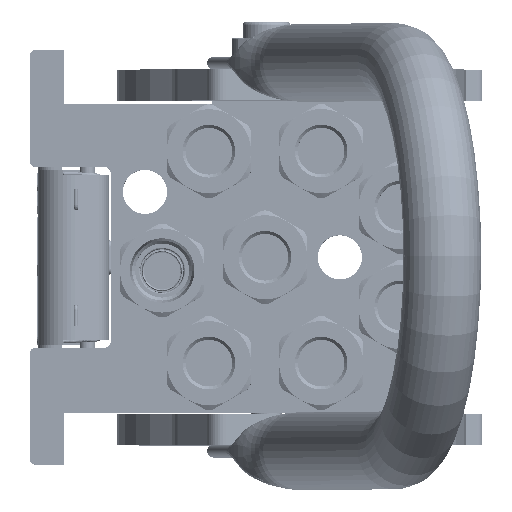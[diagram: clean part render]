
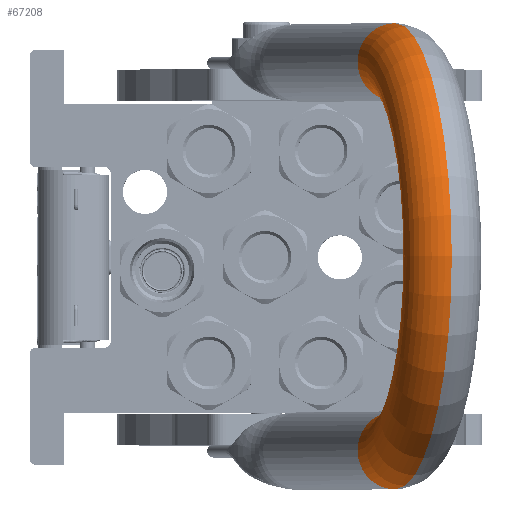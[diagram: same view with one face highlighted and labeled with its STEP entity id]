
A CAD part, top view. The second image highlights one B-rep face of the part: STEP entity #67208.
In plain terms, the highlighted toroidal (fillet/blend) face has major radius 62.25 mm and minor radius 12.5 mm.
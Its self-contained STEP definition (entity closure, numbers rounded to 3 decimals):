
#4503 = EDGE_LOOP ( 'NONE', ( #108589, #28845, #55850, #126369 ) ) ;
#6439 = CARTESIAN_POINT ( 'NONE',  ( 62.25, 0., 125.25 ) ) ;
#11526 = VERTEX_POINT ( 'NONE', #48995 ) ;
#22581 = VERTEX_POINT ( 'NONE', #55695 ) ;
#26916 = DIRECTION ( 'NONE',  ( 0., 0., -1. ) ) ;
#28845 = ORIENTED_EDGE ( 'NONE', *, *, #39208, .F. ) ;
#34118 = CARTESIAN_POINT ( 'NONE',  ( -62.25, 0., 125.25 ) ) ;
#37842 = AXIS2_PLACEMENT_3D ( 'NONE', #81496, #93399, #135428 ) ;
#38941 = DIRECTION ( 'NONE',  ( -1., 0., 0. ) ) ;
#39060 = CARTESIAN_POINT ( 'NONE',  ( 74.75, 0., 125.25 ) ) ;
#39208 = EDGE_CURVE ( 'NONE', #11526, #130992, #126378, .T. ) ;
#39878 = CARTESIAN_POINT ( 'NONE',  ( 0., 0., 125.25 ) ) ;
#40069 = FACE_OUTER_BOUND ( 'NONE', #4503, .T. ) ;
#46919 = TOROIDAL_SURFACE ( 'NONE', #37842, 62.25, 12.5 ) ;
#48995 = CARTESIAN_POINT ( 'NONE',  ( 49.75, 0., 125.25 ) ) ;
#55695 = CARTESIAN_POINT ( 'NONE',  ( -74.75, 0., 125.25 ) ) ;
#55850 = ORIENTED_EDGE ( 'NONE', *, *, #117938, .F. ) ;
#56454 = AXIS2_PLACEMENT_3D ( 'NONE', #34118, #141498, #87546 ) ;
#61603 = CARTESIAN_POINT ( 'NONE',  ( -49.75, 0., 125.25 ) ) ;
#63435 = VERTEX_POINT ( 'NONE', #61603 ) ;
#67208 = ADVANCED_FACE ( 'NONE', ( #40069 ), #46919, .T. ) ;
#68872 = DIRECTION ( 'NONE',  ( 0., 1., 0. ) ) ;
#69620 = CIRCLE ( 'NONE', #73084, 74.75 ) ;
#69822 = CARTESIAN_POINT ( 'NONE',  ( 0., 0., 125.25 ) ) ;
#72118 = DIRECTION ( 'NONE',  ( -1., 0., 0. ) ) ;
#73084 = AXIS2_PLACEMENT_3D ( 'NONE', #39878, #83239, #38941 ) ;
#75151 = EDGE_CURVE ( 'NONE', #22581, #130992, #69620, .T. ) ;
#81496 = CARTESIAN_POINT ( 'NONE',  ( 0., 0., 125.25 ) ) ;
#82311 = CIRCLE ( 'NONE', #105581, 49.75 ) ;
#83239 = DIRECTION ( 'NONE',  ( 0., 1., 0. ) ) ;
#87546 = DIRECTION ( 'NONE',  ( 1., 0., 0. ) ) ;
#93399 = DIRECTION ( 'NONE',  ( 0., 1., 0. ) ) ;
#105581 = AXIS2_PLACEMENT_3D ( 'NONE', #69822, #68872, #136147 ) ;
#108589 = ORIENTED_EDGE ( 'NONE', *, *, #75151, .T. ) ;
#110324 = EDGE_CURVE ( 'NONE', #63435, #22581, #134416, .T. ) ;
#117938 = EDGE_CURVE ( 'NONE', #63435, #11526, #82311, .T. ) ;
#126369 = ORIENTED_EDGE ( 'NONE', *, *, #110324, .T. ) ;
#126378 = CIRCLE ( 'NONE', #130186, 12.5 ) ;
#130186 = AXIS2_PLACEMENT_3D ( 'NONE', #6439, #26916, #72118 ) ;
#130992 = VERTEX_POINT ( 'NONE', #39060 ) ;
#134416 = CIRCLE ( 'NONE', #56454, 12.5 ) ;
#135428 = DIRECTION ( 'NONE',  ( 1., 0., 0. ) ) ;
#136147 = DIRECTION ( 'NONE',  ( -1., 0., 0. ) ) ;
#141498 = DIRECTION ( 'NONE',  ( 0., 0., 1. ) ) ;
